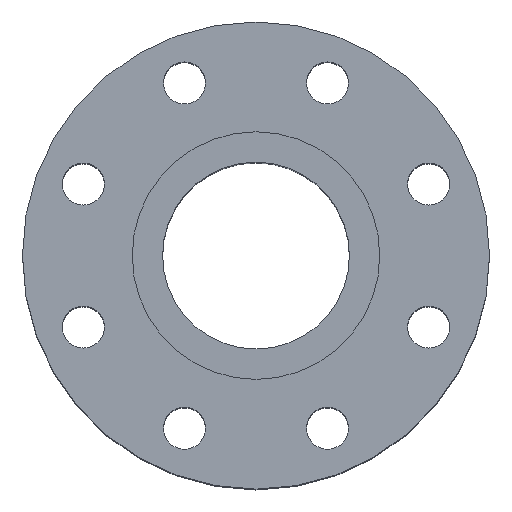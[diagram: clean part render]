
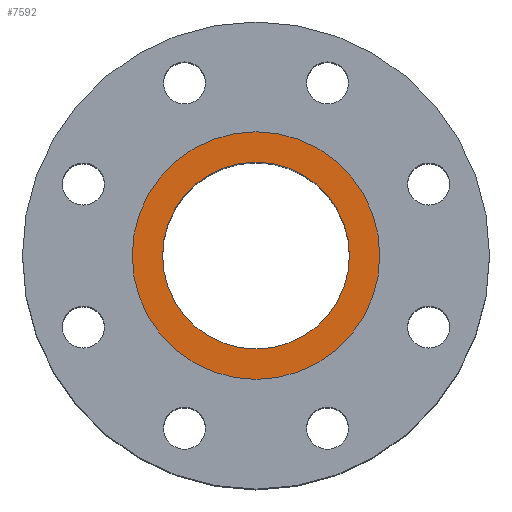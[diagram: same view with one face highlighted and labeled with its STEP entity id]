
A CAD part, top view. The second image highlights one B-rep face of the part: STEP entity #7592.
In plain terms, the highlighted planar face has unit normal (0, 0, 1).
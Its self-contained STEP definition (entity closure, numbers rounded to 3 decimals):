
#122 = CIRCLE ( 'NONE', #7082, 40. ) ;
#208 = FACE_OUTER_BOUND ( 'NONE', #5243, .T. ) ;
#575 = DIRECTION ( 'NONE',  ( 0., 0., 1. ) ) ;
#652 = CARTESIAN_POINT ( 'NONE',  ( 0., 0., 0. ) ) ;
#876 = CARTESIAN_POINT ( 'NONE',  ( -53., 0., 0. ) ) ;
#2252 = DIRECTION ( 'NONE',  ( 1., 0., 0. ) ) ;
#2842 = CARTESIAN_POINT ( 'NONE',  ( 0., 53., 0. ) ) ;
#3211 = DIRECTION ( 'NONE',  ( 1., 0., 0. ) ) ;
#3576 = VERTEX_POINT ( 'NONE', #26733 ) ;
#4349 = CARTESIAN_POINT ( 'NONE',  ( 40., 0., 0. ) ) ;
#5243 = EDGE_LOOP ( 'NONE', ( #5653, #13028 ) ) ;
#5590 = AXIS2_PLACEMENT_3D ( 'NONE', #652, #15425, #24758 ) ;
#5653 = ORIENTED_EDGE ( 'NONE', *, *, #10059, .T. ) ;
#6604 = AXIS2_PLACEMENT_3D ( 'NONE', #13995, #9325, #21144 ) ;
#7082 = AXIS2_PLACEMENT_3D ( 'NONE', #21892, #575, #3211 ) ;
#7374 = DIRECTION ( 'NONE',  ( -1., 0., 0. ) ) ;
#7381 = VERTEX_POINT ( 'NONE', #876 ) ;
#7522 = VERTEX_POINT ( 'NONE', #22497 ) ;
#7592 = ADVANCED_FACE ( 'NONE', ( #14228, #208 ), #9704, .F. ) ;
#8284 = EDGE_CURVE ( 'NONE', #25049, #7522, #122, .T. ) ;
#8761 = EDGE_CURVE ( 'NONE', #7522, #25049, #11594, .T. ) ;
#9285 = CIRCLE ( 'NONE', #22189, 53. ) ;
#9325 = DIRECTION ( 'NONE',  ( 0., 0., 1. ) ) ;
#9704 = PLANE ( 'NONE',  #11751 ) ;
#10059 = EDGE_CURVE ( 'NONE', #3576, #7381, #19998, .T. ) ;
#10175 = ORIENTED_EDGE ( 'NONE', *, *, #8284, .F. ) ;
#11594 = CIRCLE ( 'NONE', #5590, 40. ) ;
#11751 = AXIS2_PLACEMENT_3D ( 'NONE', #2842, #14523, #7374 ) ;
#13028 = ORIENTED_EDGE ( 'NONE', *, *, #18354, .T. ) ;
#13740 = ORIENTED_EDGE ( 'NONE', *, *, #8761, .F. ) ;
#13995 = CARTESIAN_POINT ( 'NONE',  ( 0., 0., 0. ) ) ;
#14228 = FACE_BOUND ( 'NONE', #20337, .T. ) ;
#14523 = DIRECTION ( 'NONE',  ( 0., 0., -1. ) ) ;
#15425 = DIRECTION ( 'NONE',  ( 0., 0., 1. ) ) ;
#18354 = EDGE_CURVE ( 'NONE', #7381, #3576, #9285, .T. ) ;
#19998 = CIRCLE ( 'NONE', #6604, 53. ) ;
#20337 = EDGE_LOOP ( 'NONE', ( #10175, #13740 ) ) ;
#21144 = DIRECTION ( 'NONE',  ( 1., 0., 0. ) ) ;
#21892 = CARTESIAN_POINT ( 'NONE',  ( 0., 0., 0. ) ) ;
#22189 = AXIS2_PLACEMENT_3D ( 'NONE', #23567, #28550, #2252 ) ;
#22497 = CARTESIAN_POINT ( 'NONE',  ( -40., 0., 0. ) ) ;
#23567 = CARTESIAN_POINT ( 'NONE',  ( 0., 0., 0. ) ) ;
#24758 = DIRECTION ( 'NONE',  ( 1., 0., 0. ) ) ;
#25049 = VERTEX_POINT ( 'NONE', #4349 ) ;
#26733 = CARTESIAN_POINT ( 'NONE',  ( 53., 0., 0. ) ) ;
#28550 = DIRECTION ( 'NONE',  ( 0., 0., 1. ) ) ;
